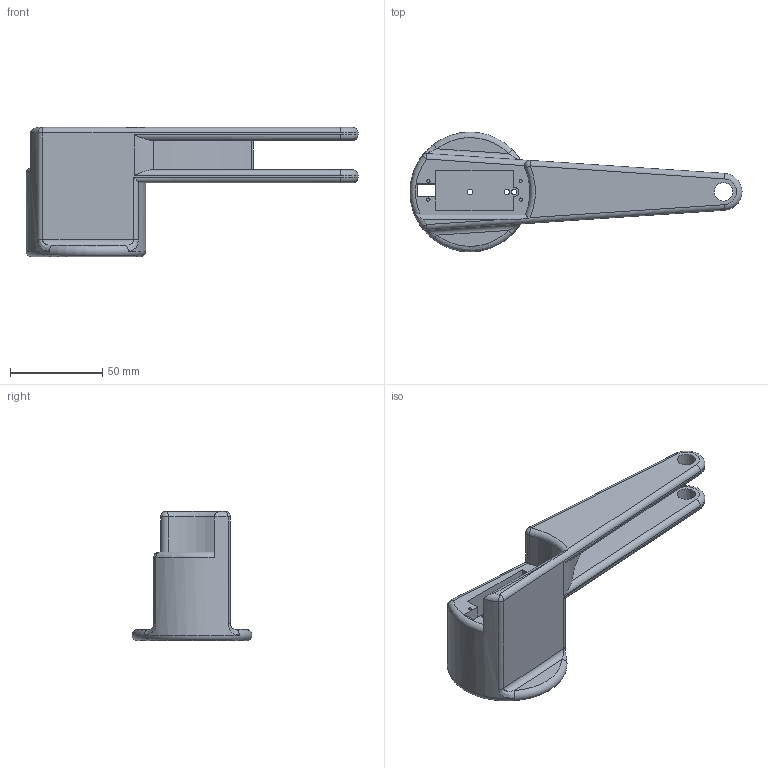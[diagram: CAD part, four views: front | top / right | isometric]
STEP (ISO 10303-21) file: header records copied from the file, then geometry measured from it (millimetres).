
FILE_DESCRIPTION(/* description */ ('STEP AP242','CAx-IF Rec.Pracs.---Representation and Presentation of Product Manufacturing Information (PMI)---4.0---2014-10-13','CAx-IF Rec.Pracs.---3D Tessellated Geometry---0.4---2014-09-14','2;1'),/* implementation_level */ '2;1');
FILE_NAME(/* name */ '66c63e3d4c2e2a4146ecea9c',/* time_stamp */ '2024-08-21T19:21:34Z',/* author */ (''),/* organization */ (''),/* preprocessor_version */ 'ST-DEVELOPER v20',/* originating_system */ ' ',/* authorisation */ ' ');
FILE_SCHEMA (('AP242_MANAGED_MODEL_BASED_3D_ENGINEERING_MIM_LF { 1 0 10303 442 1 1 4 }'));
Length unit declared in the file: metre
Products named in the file (1): upperlegL_v2
Bounding box: 179.97 x 65 x 70 mm (x, y, z)
Volume: 142063 mm3; surface area: 39915.3 mm2
Topology: 1 solids, 1 shells, 84 faces, 208 edges, 128 vertices
Faces by surface type: cylinder 39, plane 30, torus 8, bspline 4, sphere 3
Full cylindrical faces by diameter (mm): 1.75 x4, 3 x3, 10 x2
Entity records: 2549 total; most frequent: CARTESIAN_POINT 581, DIRECTION 416, ORIENTED_EDGE 382, EDGE_CURVE 191, AXIS2_PLACEMENT_3D 164, VERTEX_POINT 124, EDGE_LOOP 111, FACE_BOUND 111
